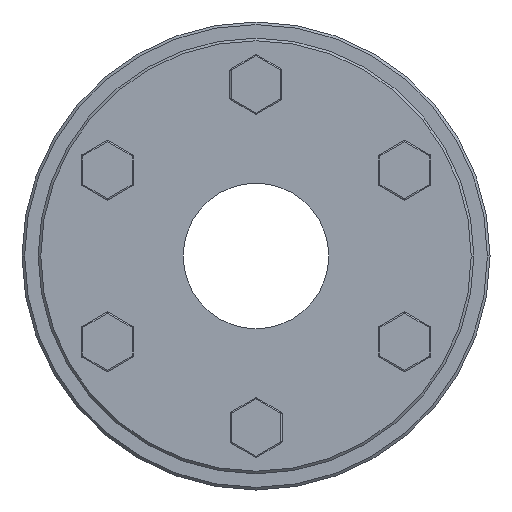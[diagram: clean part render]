
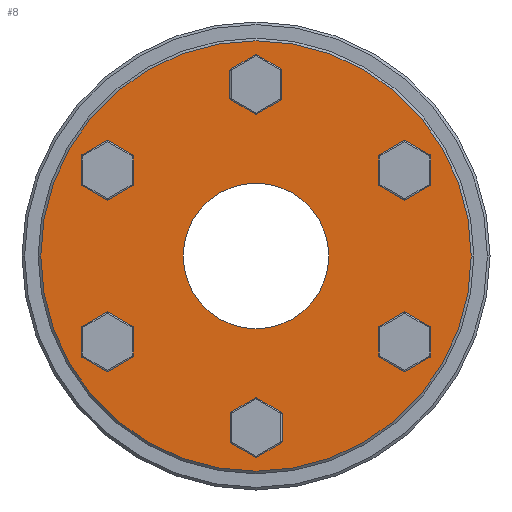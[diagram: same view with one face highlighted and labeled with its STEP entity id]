
A CAD part, left-side view. The second image highlights one B-rep face of the part: STEP entity #8.
In plain terms, the highlighted planar face has unit normal (-1, 0, 0).
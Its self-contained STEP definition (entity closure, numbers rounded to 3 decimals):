
#8 = ADVANCED_FACE ( 'NONE', ( #5408, #5411 ), #4255, .T. ) ;
#251 = EDGE_LOOP ( 'NONE', ( #913, #914 ) ) ;
#265 = EDGE_LOOP ( 'NONE', ( #911, #912 ) ) ;
#911 = ORIENTED_EDGE ( 'NONE', *, *, #14464, .T. ) ;
#912 = ORIENTED_EDGE ( 'NONE', *, *, #14430, .T. ) ;
#913 = ORIENTED_EDGE ( 'NONE', *, *, #14452, .T. ) ;
#914 = ORIENTED_EDGE ( 'NONE', *, *, #14457, .T. ) ;
#4254 = CARTESIAN_POINT ( 'NONE',  ( -31., 14., 0. ) ) ;
#4255 = PLANE ( 'NONE',  #4767 ) ;
#4257 = DIRECTION ( 'NONE',  ( -1., 0., 0. ) ) ;
#4258 = DIRECTION ( 'NONE',  ( 0., -1., 0. ) ) ;
#4767 = AXIS2_PLACEMENT_3D ( 'NONE', #4254, #4257, #4258 ) ;
#5408 = FACE_OUTER_BOUND ( 'NONE', #265, .T. ) ;
#5411 = FACE_BOUND ( 'NONE', #251, .T. ) ;
#12748 = AXIS2_PLACEMENT_3D ( 'NONE', #13626, #13627, #13628 ) ;
#12757 = AXIS2_PLACEMENT_3D ( 'NONE', #13690, #13692, #13693 ) ;
#12761 = AXIS2_PLACEMENT_3D ( 'NONE', #13679, #13682, #13683 ) ;
#12764 = AXIS2_PLACEMENT_3D ( 'NONE', #13711, #13713, #13714 ) ;
#13626 = CARTESIAN_POINT ( 'NONE',  ( -31., 0., 0. ) ) ;
#13627 = DIRECTION ( 'NONE',  ( -1., 0., 0. ) ) ;
#13628 = DIRECTION ( 'NONE',  ( 0., -1., 0. ) ) ;
#13679 = CARTESIAN_POINT ( 'NONE',  ( -31., 0., 0. ) ) ;
#13682 = DIRECTION ( 'NONE',  ( 1., 0., 0. ) ) ;
#13683 = DIRECTION ( 'NONE',  ( 0., 1., 0. ) ) ;
#13690 = CARTESIAN_POINT ( 'NONE',  ( -31., 0., 0. ) ) ;
#13692 = DIRECTION ( 'NONE',  ( 1., 0., 0. ) ) ;
#13693 = DIRECTION ( 'NONE',  ( 0., 1., 0. ) ) ;
#13711 = CARTESIAN_POINT ( 'NONE',  ( -31., 0., 0. ) ) ;
#13713 = DIRECTION ( 'NONE',  ( -1., 0., 0. ) ) ;
#13714 = DIRECTION ( 'NONE',  ( 0., -1., 0. ) ) ;
#14009 = CARTESIAN_POINT ( 'NONE',  ( -31., -41.387, 0. ) ) ;
#14010 = CARTESIAN_POINT ( 'NONE',  ( -31., 41.387, 0. ) ) ;
#14031 = CARTESIAN_POINT ( 'NONE',  ( -31., -14., 0. ) ) ;
#14032 = CARTESIAN_POINT ( 'NONE',  ( -31., 14., 0. ) ) ;
#14165 = CIRCLE ( 'NONE', #12748, 41.387 ) ;
#14200 = CIRCLE ( 'NONE', #12761, 14. ) ;
#14206 = CIRCLE ( 'NONE', #12757, 14. ) ;
#14212 = CIRCLE ( 'NONE', #12764, 41.387 ) ;
#14430 = EDGE_CURVE ( 'NONE', #14713, #14714, #14165, .T. ) ;
#14452 = EDGE_CURVE ( 'NONE', #14736, #14735, #14200, .T. ) ;
#14457 = EDGE_CURVE ( 'NONE', #14735, #14736, #14206, .T. ) ;
#14464 = EDGE_CURVE ( 'NONE', #14714, #14713, #14212, .T. ) ;
#14713 = VERTEX_POINT ( 'NONE', #14009 ) ;
#14714 = VERTEX_POINT ( 'NONE', #14010 ) ;
#14735 = VERTEX_POINT ( 'NONE', #14031 ) ;
#14736 = VERTEX_POINT ( 'NONE', #14032 ) ;
